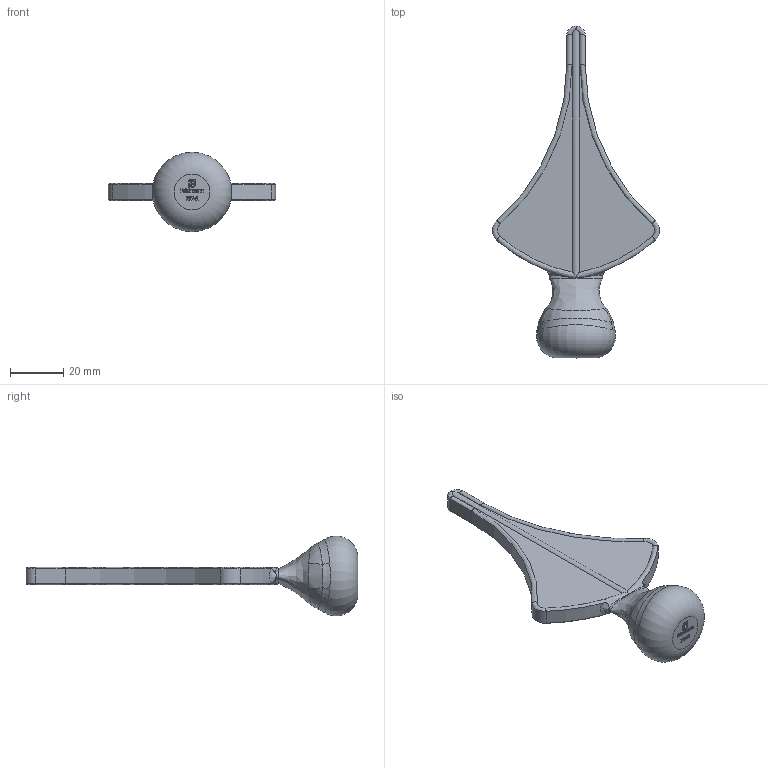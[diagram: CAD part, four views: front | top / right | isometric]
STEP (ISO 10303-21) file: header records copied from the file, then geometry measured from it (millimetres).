
FILE_DESCRIPTION (( 'STEP AP203' ), '1' );
FILE_NAME ('727-2.STEP', '2024-05-06T07:49:28', ( '' ), ( '' ), 'SwSTEP 2.0', 'SolidWorks 2018', '' );
FILE_SCHEMA (( 'CONFIG_CONTROL_DESIGN' ));
Length unit declared in the file: millimetre
Products named in the file (1): 727-2
Bounding box: 63 x 125 x 30 mm (x, y, z)
Volume: 26723.4 mm3; surface area: 9155.5 mm2
Topology: 1 solids, 1 shells, 251 faces, 682 edges, 450 vertices
Faces by surface type: plane 128, bspline 113, cylinder 9, torus 1
Entity records: 13353 total; most frequent: CARTESIAN_POINT 7696, ORIENTED_EDGE 1356, DIRECTION 808, EDGE_CURVE 678, VERTEX_POINT 448, LINE 412, VECTOR 412, EDGE_LOOP 270
